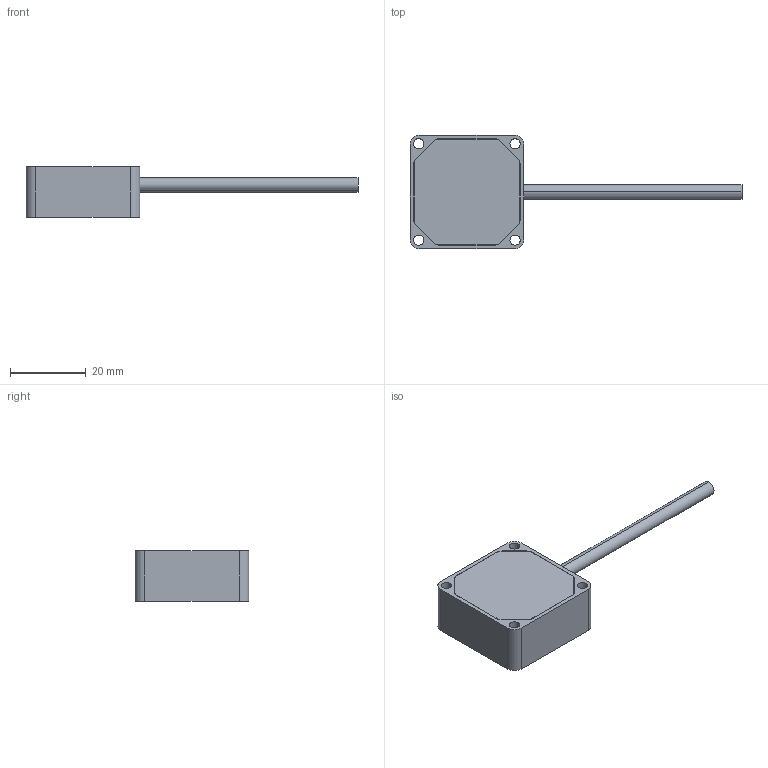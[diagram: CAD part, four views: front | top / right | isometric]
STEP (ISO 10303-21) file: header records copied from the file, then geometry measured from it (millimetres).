
FILE_DESCRIPTION((''),'2;1');
FILE_NAME('212030_ASM','2019-08-13T16:04:56',('pdmadmin'),('BANNER ENGINEERING'),'CREO PARAMETRIC BY PTC INC, 2018300','CREO PARAMETRIC BY PTC INC, 2018300','');
FILE_SCHEMA(('CONFIG_CONTROL_DESIGN'));
Length unit declared in the file: millimetre
Products named in the file (4): 211436; 212030_001; 211437; 212030_ASM
Assembly tree (3 placements, depth 2):
  212030_ASM
    211436
    212030_001
    211437
Bounding box: 87.5 x 30 x 13.25 mm (x, y, z)
Volume: 6279.3 mm3; surface area: 7092.8 mm2
Topology: 3 solids, 3 shells, 121 faces, 328 edges, 216 vertices
Faces by surface type: cylinder 60, plane 57, cone 4
Entity records: 3970 total; most frequent: DIRECTION 708, CARTESIAN_POINT 672, ORIENTED_EDGE 656, EDGE_CURVE 328, AXIS2_PLACEMENT_3D 252, VERTEX_POINT 216, VECTOR 204, LINE 204
